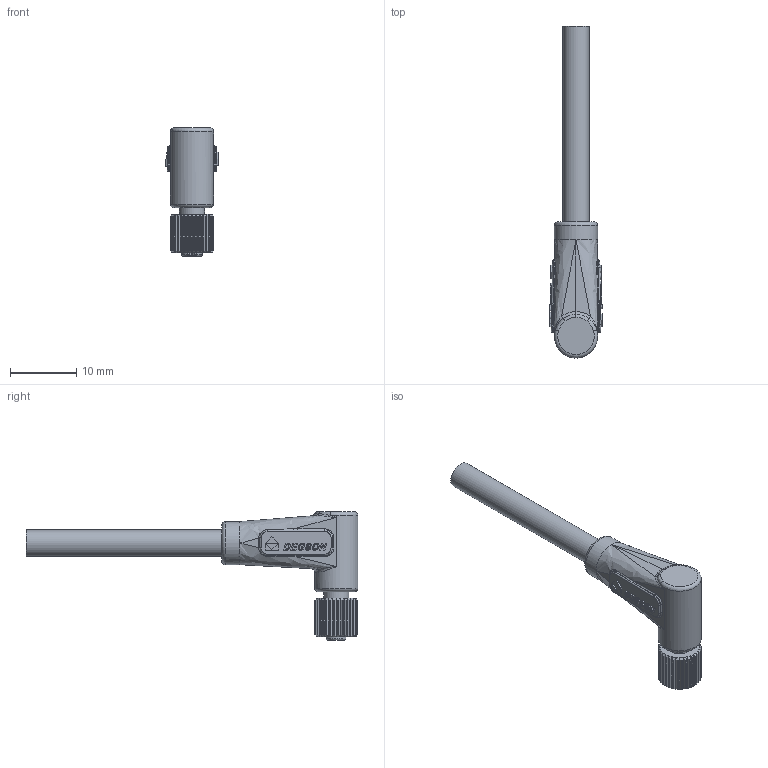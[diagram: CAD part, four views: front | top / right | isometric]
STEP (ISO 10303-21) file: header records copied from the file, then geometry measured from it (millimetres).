
FILE_DESCRIPTION(/* description */ (''),/* implementation_level */ '2;1');
FILE_NAME(/* name */ 'PM-M5A-03P-FF-SR7AXX-00A(H).stp',/* time_stamp */ '2020-04-24T15:54:46+08:00',/* author */ (''),/* organization */ (''),/* preprocessor_version */ 'ST-DEVELOPER v16.7',/* originating_system */ 'SIEMENS PLM Software NX 12.0',/* authorisation */ '');
FILE_SCHEMA (('AUTOMOTIVE_DESIGN { 1 0 10303 214 3 1 1 1 }'));
Length unit declared in the file: millimetre
Products named in the file (1): M5-3芯包塑母-弯
Bounding box: 7.95 x 50 x 19.3 mm (x, y, z)
Volume: 1554.7 mm3; surface area: 1490.9 mm2
Topology: 1 solids, 1 shells, 945 faces, 2651 edges, 1732 vertices
Faces by surface type: plane 738, cylinder 119, bspline 54, cone 18, extrusion 8, torus 6, sphere 2
Full cylindrical faces by diameter (mm): 0.6 x6, 0.85 x3, 0.9 x3, 3.8 x1, 4 x1, 6.5 x2
Entity records: 33963 total; most frequent: CARTESIAN_POINT 10565, ORIENTED_EDGE 5172, DIRECTION 4290, EDGE_CURVE 2586, VECTOR 2024, LINE 2016, VERTEX_POINT 1709, AXIS2_PLACEMENT_3D 1133
